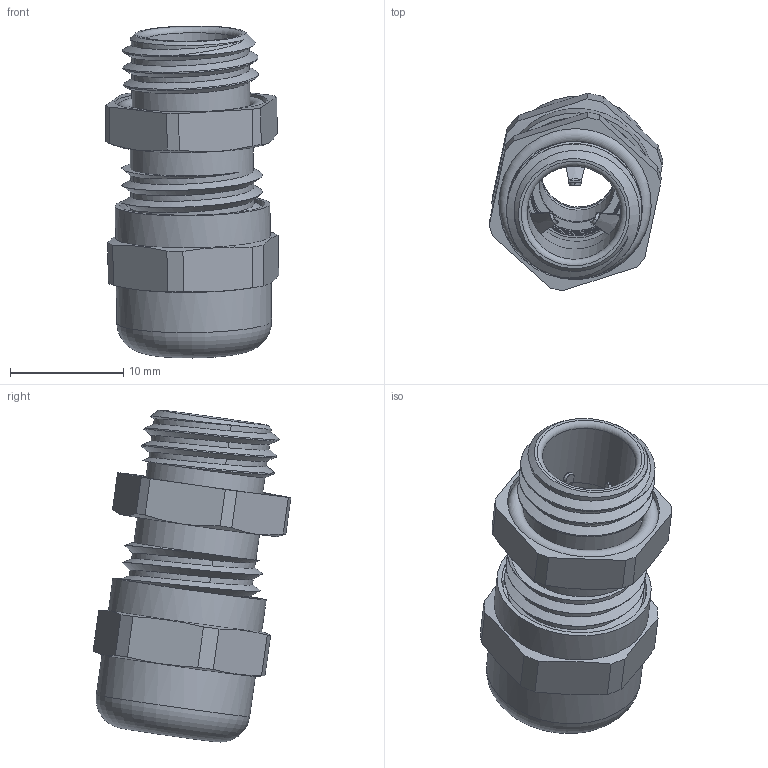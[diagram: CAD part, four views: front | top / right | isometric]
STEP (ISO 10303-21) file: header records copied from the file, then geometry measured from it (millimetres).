
FILE_DESCRIPTION(/* description */ ('Euro-Top-EMV 3/M M12x1,5'),/* implementation_level */ '2;1');
FILE_NAME(/* name */ '61084512LF-RST.stp',/* time_stamp */ '2020-10-15T09:06:35+02:00',/* author */ ('sl'),/* organization */ (''),/* preprocessor_version */ 'ST-DEVELOPER v16.5',/* originating_system */ 'Autodesk Inventor 2017',/* authorisation */ '');
FILE_SCHEMA (('AUTOMOTIVE_DESIGN { 1 0 10303 214 3 1 1 }'));
Length unit declared in the file: millimetre
Products named in the file (7): 61084512LF; 61084512; 61084512_1; 12; 61084512_2; 61084512_3; 61084512_4
Assembly tree (6 placements, depth 2):
  61084512LF
    61084512
    61084512_1
    12
    61084512_2
    61084512_3
    61084512_4
Bounding box: 15.29 x 17.43 x 29.25 mm (x, y, z)
Volume: 1861.4 mm3; surface area: 5012.4 mm2
Topology: 6 solids, 6 shells, 315 faces, 861 edges, 565 vertices
Faces by surface type: plane 154, cylinder 88, cone 36, torus 30, bspline 7
Full cylindrical faces by diameter (mm): 6.67 x2, 6.68 x1, 7.96 x3, 8.09 x4, 8.29 x1, 8.7 x1, 8.76 x1, 9.57 x1, 9.69 x1, 10.388 x3, 10.858 x3, 11.24 x1, 12.822 x6, 13.432 x1, 13.65 x2
Entity records: 12218 total; most frequent: CARTESIAN_POINT 4586, DIRECTION 1578, ORIENTED_EDGE 1562, EDGE_CURVE 781, AXIS2_PLACEMENT_3D 627, VERTEX_POINT 532, EDGE_LOOP 357, LINE 324
